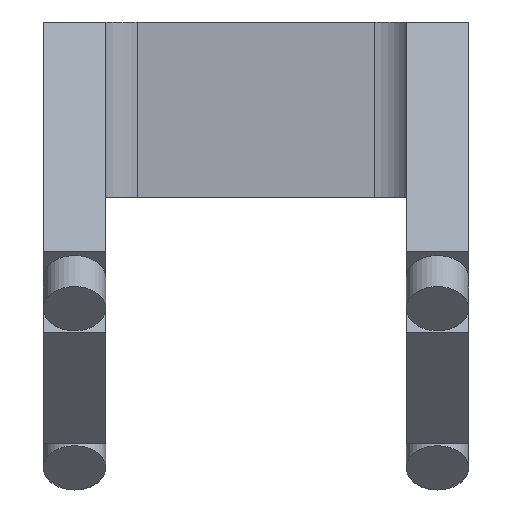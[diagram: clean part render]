
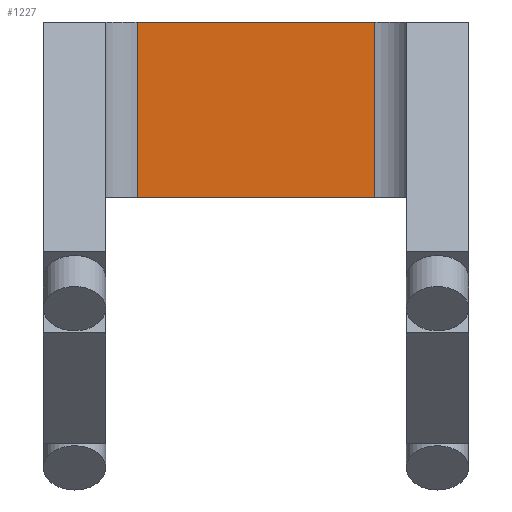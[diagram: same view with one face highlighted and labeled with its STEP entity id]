
A CAD part, front view. The second image highlights one B-rep face of the part: STEP entity #1227.
In plain terms, the highlighted planar face has unit normal (0, -1, 0).
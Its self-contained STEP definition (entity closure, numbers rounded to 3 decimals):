
#43=PLANE('',#1313);
#96=FACE_OUTER_BOUND('',#163,.T.);
#163=EDGE_LOOP('',(#890,#891,#892,#893));
#259=LINE('',#1807,#395);
#261=LINE('',#1823,#397);
#263=LINE('',#1827,#399);
#264=LINE('',#1828,#400);
#395=VECTOR('',#1444,38.);
#397=VECTOR('',#1460,28.);
#399=VECTOR('',#1464,38.);
#400=VECTOR('',#1465,28.);
#577=VERTEX_POINT('',#1804);
#578=VERTEX_POINT('',#1806);
#585=VERTEX_POINT('',#1821);
#586=VERTEX_POINT('',#1826);
#700=EDGE_CURVE('',#577,#578,#259,.T.);
#708=EDGE_CURVE('',#585,#577,#261,.T.);
#710=EDGE_CURVE('',#586,#585,#263,.T.);
#711=EDGE_CURVE('',#578,#586,#264,.T.);
#890=ORIENTED_EDGE('',*,*,#708,.F.);
#891=ORIENTED_EDGE('',*,*,#710,.F.);
#892=ORIENTED_EDGE('',*,*,#711,.F.);
#893=ORIENTED_EDGE('',*,*,#700,.F.);
#1227=ADVANCED_FACE('',(#96),#43,.F.);
#1313=AXIS2_PLACEMENT_3D('',#1825,#1462,#1463);
#1444=DIRECTION('',(-1.,0.,0.));
#1460=DIRECTION('',(0.,0.,-1.));
#1462=DIRECTION('center_axis',(0.,1.,0.));
#1463=DIRECTION('ref_axis',(-1.,0.,0.));
#1464=DIRECTION('',(1.,0.,0.));
#1465=DIRECTION('',(0.,0.,1.));
#1804=CARTESIAN_POINT('',(19.,80.,15.));
#1806=CARTESIAN_POINT('',(-19.,80.,15.));
#1807=CARTESIAN_POINT('',(12.5,80.,15.));
#1821=CARTESIAN_POINT('',(19.,80.,43.));
#1823=CARTESIAN_POINT('',(19.,80.,0.));
#1825=CARTESIAN_POINT('Origin',(25.,80.,0.));
#1826=CARTESIAN_POINT('',(-19.,80.,43.));
#1827=CARTESIAN_POINT('',(12.5,80.,43.));
#1828=CARTESIAN_POINT('',(-19.,80.,0.));
